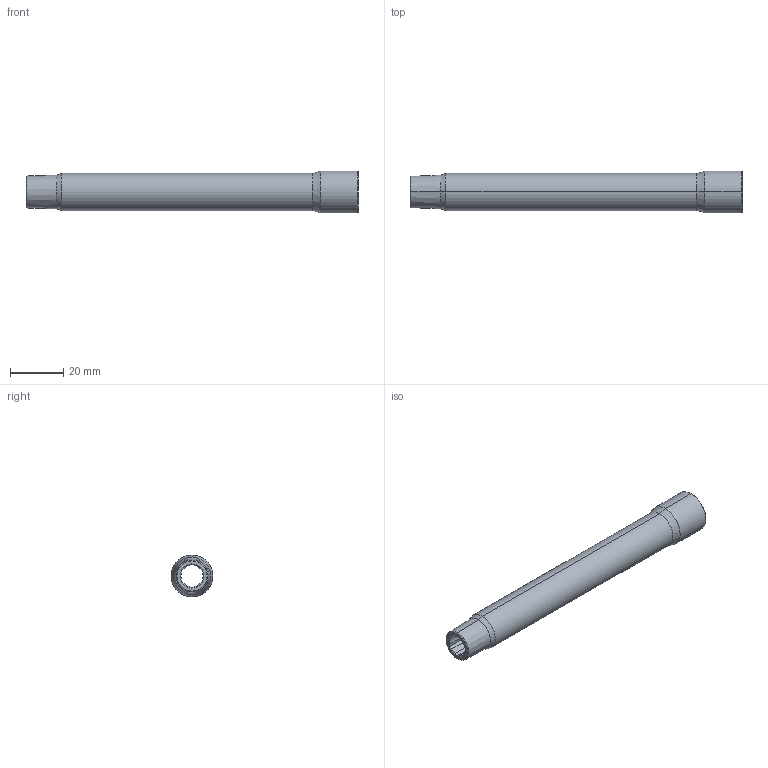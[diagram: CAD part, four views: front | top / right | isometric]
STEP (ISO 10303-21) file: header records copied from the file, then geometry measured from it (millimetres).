
FILE_DESCRIPTION (( 'STEP AP214' ), '1' );
FILE_NAME ('TH14-125.STEP', '2013-06-25T11:02:21', ( '' ), ( '' ), 'SwSTEP 2.0', 'SolidWorks 2011', '' );
FILE_SCHEMA (( 'AUTOMOTIVE_DESIGN' ));
Length unit declared in the file: millimetre
Products named in the file (2): TH14-125; TH14-125_125
Assembly tree (1 placements, depth 2):
  TH14-125
    TH14-125_125
Bounding box: 125 x 15.8 x 15.8 mm (x, y, z)
Volume: 9966.7 mm3; surface area: 9564.6 mm2
Topology: 1 solids, 1 shells, 49 faces, 120 edges, 74 vertices
Faces by surface type: cone 20, plane 15, cylinder 14
Entity records: 1550 total; most frequent: CARTESIAN_POINT 319, DIRECTION 246, ORIENTED_EDGE 240, EDGE_CURVE 120, AXIS2_PLACEMENT_3D 97, VERTEX_POINT 74, LINE 52, EDGE_LOOP 52
